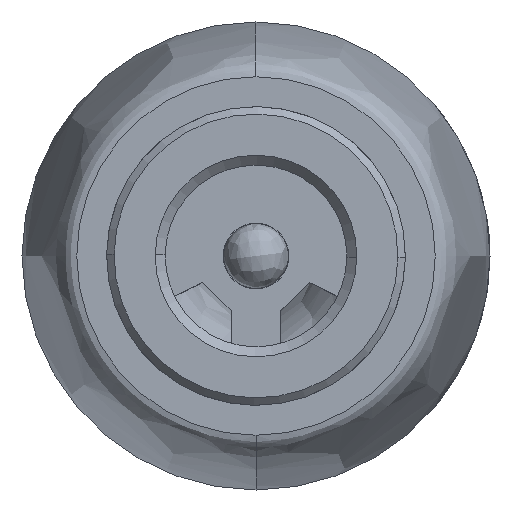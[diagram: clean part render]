
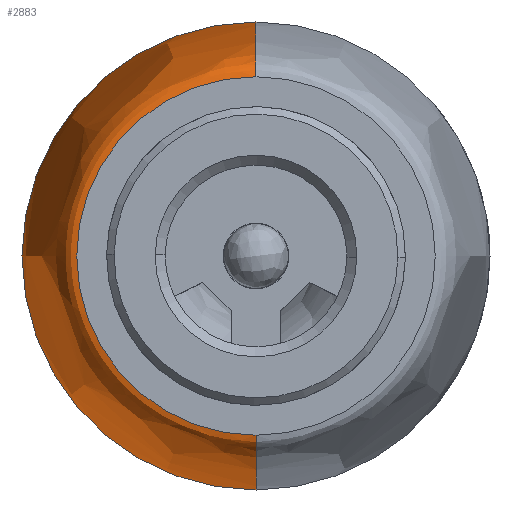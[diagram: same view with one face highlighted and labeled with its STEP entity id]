
A CAD part, left-side view. The second image highlights one B-rep face of the part: STEP entity #2883.
In plain terms, the highlighted free-form (B-spline) face has degree [3, 3] with [4, 4] control points.
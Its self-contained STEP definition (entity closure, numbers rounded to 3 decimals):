
#478 = CARTESIAN_POINT ( 'NONE',  ( 7., -4.558, 0. ) ) ;
#846 = DIRECTION ( 'NONE',  ( -1., 0., 0. ) ) ;
#1537 = CARTESIAN_POINT ( 'NONE',  ( 7., -3.6, 0. ) ) ;
#1545 = CIRCLE ( 'NONE', #9841, 4.7 ) ;
#1637 = CARTESIAN_POINT ( 'NONE',  ( -1.254, -4.7, 0. ) ) ;
#1727 = CARTESIAN_POINT ( 'NONE',  ( 7., -4.558, 0. ) ) ;
#1756 = CARTESIAN_POINT ( 'NONE',  ( 7., -3.6, 0. ) ) ;
#2189 =( BOUNDED_SURFACE ( )  B_SPLINE_SURFACE ( 3, 3, ( 
 ( #17074, #14312, #11485, #1756 ),
 ( #16950, #5972, #15677, #478 ),
 ( #10159, #12952, #6036, #17300 ),
 ( #13186, #4974, #13126, #15913 ) ),
 .UNSPECIFIED., .F., .F., .F. ) 
 B_SPLINE_SURFACE_WITH_KNOTS ( ( 4, 4 ),
 ( 4, 4 ),
 ( 0., 1. ),
 ( 0., 1. ),
 .UNSPECIFIED. ) 
 GEOMETRIC_REPRESENTATION_ITEM ( )  RATIONAL_B_SPLINE_SURFACE ( (
 ( 1., 0.333, 0.333, 1.),
 ( 1., 0.333, 0.333, 1.),
 ( 1., 0.333, 0.333, 1.),
 ( 1., 0.333, 0.333, 1.) ) ) 
 REPRESENTATION_ITEM ( '' )  SURFACE ( )  );
#2406 = CARTESIAN_POINT ( 'NONE',  ( -1.254, 4.7, 0. ) ) ;
#2432 = CARTESIAN_POINT ( 'NONE',  ( -1.254, 0., -4.7 ) ) ;
#2883 = ADVANCED_FACE ( 'NONE', ( #16619 ), #2189, .F. ) ;
#3496 = CIRCLE ( 'NONE', #6353, 4.7 ) ;
#3634 = EDGE_CURVE ( 'NONE', #14017, #15822, #9020, .T. ) ;
#3746 = EDGE_CURVE ( 'NONE', #15822, #4342, #14322, .T. ) ;
#4342 = VERTEX_POINT ( 'NONE', #1637 ) ;
#4482 = CARTESIAN_POINT ( 'NONE',  ( 0.926, -4.7, 0. ) ) ;
#4974 = CARTESIAN_POINT ( 'NONE',  ( -1.254, 4.7, -9.4 ) ) ;
#5045 = ORIENTED_EDGE ( 'NONE', *, *, #7491, .F. ) ;
#5090 = CARTESIAN_POINT ( 'NONE',  ( 7., 0., 0. ) ) ;
#5972 = CARTESIAN_POINT ( 'NONE',  ( 7., 4.558, -9.117 ) ) ;
#6036 = CARTESIAN_POINT ( 'NONE',  ( 0.926, -4.7, -9.4 ) ) ;
#6353 = AXIS2_PLACEMENT_3D ( 'NONE', #9153, #846, #7864 ) ;
#6816 = ORIENTED_EDGE ( 'NONE', *, *, #15988, .F. ) ;
#6980 = CARTESIAN_POINT ( 'NONE',  ( 7., 4.558, 0. ) ) ;
#7033 = ORIENTED_EDGE ( 'NONE', *, *, #17033, .F. ) ;
#7491 = EDGE_CURVE ( 'NONE', #15157, #16041, #1545, .T. ) ;
#7864 = DIRECTION ( 'NONE',  ( 0., 0., 1. ) ) ;
#9020 = CIRCLE ( 'NONE', #13862, 3.6 ) ;
#9153 = CARTESIAN_POINT ( 'NONE',  ( -1.254, 0., 0. ) ) ;
#9702 = DIRECTION ( 'NONE',  ( 0., 0., 1. ) ) ;
#9841 = AXIS2_PLACEMENT_3D ( 'NONE', #14329, #12911, #14209 ) ;
#9934 = CARTESIAN_POINT ( 'NONE',  ( -1.254, 4.7, 0. ) ) ;
#10081 = B_SPLINE_CURVE_WITH_KNOTS ( 'NONE', 3,
 ( #10914, #6980, #12665, #9934 ),
 .UNSPECIFIED., .F., .F.,
 ( 4, 4 ),
 ( 0., 1. ),
 .UNSPECIFIED. ) ;
#10159 = CARTESIAN_POINT ( 'NONE',  ( 0.926, 4.7, 0. ) ) ;
#10914 = CARTESIAN_POINT ( 'NONE',  ( 7., 3.6, 0. ) ) ;
#11485 = CARTESIAN_POINT ( 'NONE',  ( 7., -3.6, -7.2 ) ) ;
#11738 = CARTESIAN_POINT ( 'NONE',  ( 7., 3.6, 0. ) ) ;
#12665 = CARTESIAN_POINT ( 'NONE',  ( 0.926, 4.7, 0. ) ) ;
#12676 = ORIENTED_EDGE ( 'NONE', *, *, #3746, .T. ) ;
#12911 = DIRECTION ( 'NONE',  ( -1., 0., 0. ) ) ;
#12952 = CARTESIAN_POINT ( 'NONE',  ( 0.926, 4.7, -9.4 ) ) ;
#13126 = CARTESIAN_POINT ( 'NONE',  ( -1.254, -4.7, -9.4 ) ) ;
#13186 = CARTESIAN_POINT ( 'NONE',  ( -1.254, 4.7, 0. ) ) ;
#13862 = AXIS2_PLACEMENT_3D ( 'NONE', #5090, #14929, #9702 ) ;
#14017 = VERTEX_POINT ( 'NONE', #11738 ) ;
#14209 = DIRECTION ( 'NONE',  ( 0., 0., 1. ) ) ;
#14312 = CARTESIAN_POINT ( 'NONE',  ( 7., 3.6, -7.2 ) ) ;
#14322 = B_SPLINE_CURVE_WITH_KNOTS ( 'NONE', 3,
 ( #1537, #1727, #4482, #15582 ),
 .UNSPECIFIED., .F., .F.,
 ( 4, 4 ),
 ( 0., 1. ),
 .UNSPECIFIED. ) ;
#14329 = CARTESIAN_POINT ( 'NONE',  ( -1.254, 0., 0. ) ) ;
#14716 = EDGE_LOOP ( 'NONE', ( #14794, #12676, #6816, #5045, #7033 ) ) ;
#14794 = ORIENTED_EDGE ( 'NONE', *, *, #3634, .T. ) ;
#14929 = DIRECTION ( 'NONE',  ( -1., 0., 0. ) ) ;
#15157 = VERTEX_POINT ( 'NONE', #2406 ) ;
#15582 = CARTESIAN_POINT ( 'NONE',  ( -1.254, -4.7, 0. ) ) ;
#15652 = CARTESIAN_POINT ( 'NONE',  ( 7., -3.6, 0. ) ) ;
#15677 = CARTESIAN_POINT ( 'NONE',  ( 7., -4.558, -9.117 ) ) ;
#15822 = VERTEX_POINT ( 'NONE', #15652 ) ;
#15913 = CARTESIAN_POINT ( 'NONE',  ( -1.254, -4.7, 0. ) ) ;
#15988 = EDGE_CURVE ( 'NONE', #16041, #4342, #3496, .T. ) ;
#16041 = VERTEX_POINT ( 'NONE', #2432 ) ;
#16619 = FACE_OUTER_BOUND ( 'NONE', #14716, .T. ) ;
#16950 = CARTESIAN_POINT ( 'NONE',  ( 7., 4.558, 0. ) ) ;
#17033 = EDGE_CURVE ( 'NONE', #14017, #15157, #10081, .T. ) ;
#17074 = CARTESIAN_POINT ( 'NONE',  ( 7., 3.6, 0. ) ) ;
#17300 = CARTESIAN_POINT ( 'NONE',  ( 0.926, -4.7, 0. ) ) ;
